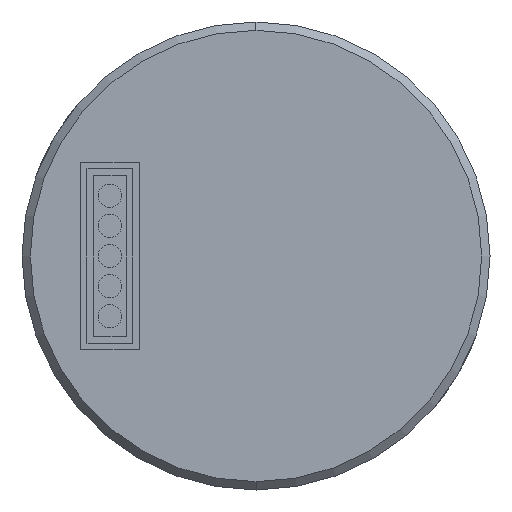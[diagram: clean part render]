
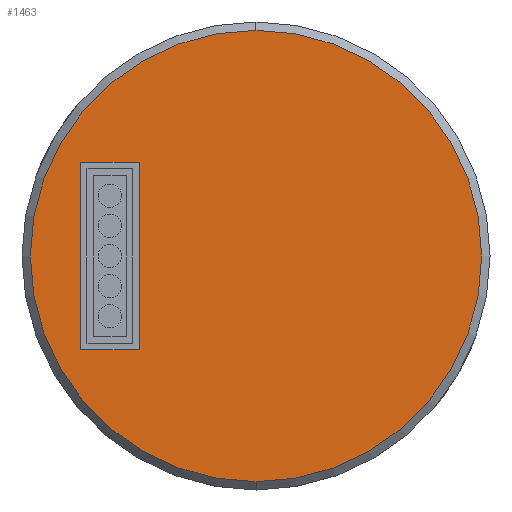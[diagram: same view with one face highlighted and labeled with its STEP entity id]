
A CAD part, left-side view. The second image highlights one B-rep face of the part: STEP entity #1463.
In plain terms, the highlighted planar face has unit normal (-1, 0, 0).
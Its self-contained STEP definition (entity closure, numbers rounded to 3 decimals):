
#22 = ORIENTED_EDGE ( 'NONE', *, *, #3557, .T. ) ;
#157 = ORIENTED_EDGE ( 'NONE', *, *, #2972, .T. ) ;
#165 = VERTEX_POINT ( 'NONE', #2408 ) ;
#260 = AXIS2_PLACEMENT_3D ( 'NONE', #1264, #2735, #445 ) ;
#315 = CIRCLE ( 'NONE', #3057, 3.375 ) ;
#341 = DIRECTION ( 'NONE',  ( 0., 1., 0. ) ) ;
#388 = AXIS2_PLACEMENT_3D ( 'NONE', #1352, #1388, #1054 ) ;
#445 = DIRECTION ( 'NONE',  ( 0., 0., 1. ) ) ;
#546 = CARTESIAN_POINT ( 'NONE',  ( -41.171, 0.014, -3.375 ) ) ;
#640 = EDGE_CURVE ( 'NONE', #1964, #3161, #315, .T. ) ;
#678 = VECTOR ( 'NONE', #2929, 1000. ) ;
#681 = DIRECTION ( 'NONE',  ( 0., 0., 1. ) ) ;
#721 = CARTESIAN_POINT ( 'NONE',  ( -41.171, 0.014, 1.402 ) ) ;
#741 = FACE_OUTER_BOUND ( 'NONE', #806, .T. ) ;
#806 = EDGE_LOOP ( 'NONE', ( #22, #2253 ) ) ;
#866 = VECTOR ( 'NONE', #3428, 1000. ) ;
#965 = CARTESIAN_POINT ( 'NONE',  ( -41.171, 0.014, 0. ) ) ;
#1045 = PLANE ( 'NONE',  #260 ) ;
#1054 = DIRECTION ( 'NONE',  ( 0., 0., 1. ) ) ;
#1119 = VERTEX_POINT ( 'NONE', #3387 ) ;
#1180 = LINE ( 'NONE', #1799, #678 ) ;
#1264 = CARTESIAN_POINT ( 'NONE',  ( -41.171, 0.014, 0. ) ) ;
#1271 = EDGE_CURVE ( 'NONE', #3309, #1119, #1180, .T. ) ;
#1352 = CARTESIAN_POINT ( 'NONE',  ( -41.171, 0.014, 0. ) ) ;
#1388 = DIRECTION ( 'NONE',  ( -1., 0., 0. ) ) ;
#1452 = CARTESIAN_POINT ( 'NONE',  ( -41.171, 2.636, -1.402 ) ) ;
#1463 = ADVANCED_FACE ( 'NONE', ( #741, #1604 ), #1045, .T. ) ;
#1526 = VECTOR ( 'NONE', #2165, 1000. ) ;
#1549 = DIRECTION ( 'NONE',  ( -1., 0., 0. ) ) ;
#1604 = FACE_BOUND ( 'NONE', #3667, .T. ) ;
#1684 = ORIENTED_EDGE ( 'NONE', *, *, #1271, .T. ) ;
#1719 = CARTESIAN_POINT ( 'NONE',  ( -41.171, 0.014, -1.402 ) ) ;
#1770 = LINE ( 'NONE', #2904, #866 ) ;
#1799 = CARTESIAN_POINT ( 'NONE',  ( -41.171, 2.636, 0. ) ) ;
#1947 = ORIENTED_EDGE ( 'NONE', *, *, #2515, .T. ) ;
#1964 = VERTEX_POINT ( 'NONE', #3031 ) ;
#2165 = DIRECTION ( 'NONE',  ( 0., -1., 0. ) ) ;
#2253 = ORIENTED_EDGE ( 'NONE', *, *, #640, .T. ) ;
#2345 = ORIENTED_EDGE ( 'NONE', *, *, #3720, .T. ) ;
#2408 = CARTESIAN_POINT ( 'NONE',  ( -41.171, 1.761, 1.402 ) ) ;
#2515 = EDGE_CURVE ( 'NONE', #165, #2845, #1770, .T. ) ;
#2571 = LINE ( 'NONE', #1719, #3013 ) ;
#2735 = DIRECTION ( 'NONE',  ( -1., 0., 0. ) ) ;
#2845 = VERTEX_POINT ( 'NONE', #2894 ) ;
#2894 = CARTESIAN_POINT ( 'NONE',  ( -41.171, 1.761, -1.402 ) ) ;
#2904 = CARTESIAN_POINT ( 'NONE',  ( -41.171, 1.761, 0. ) ) ;
#2929 = DIRECTION ( 'NONE',  ( 0., 0., 1. ) ) ;
#2972 = EDGE_CURVE ( 'NONE', #1119, #165, #3243, .T. ) ;
#3013 = VECTOR ( 'NONE', #341, 1000. ) ;
#3031 = CARTESIAN_POINT ( 'NONE',  ( -41.171, 0.014, 3.375 ) ) ;
#3057 = AXIS2_PLACEMENT_3D ( 'NONE', #965, #1549, #681 ) ;
#3161 = VERTEX_POINT ( 'NONE', #546 ) ;
#3243 = LINE ( 'NONE', #721, #1526 ) ;
#3309 = VERTEX_POINT ( 'NONE', #1452 ) ;
#3387 = CARTESIAN_POINT ( 'NONE',  ( -41.171, 2.636, 1.402 ) ) ;
#3428 = DIRECTION ( 'NONE',  ( 0., 0., -1. ) ) ;
#3555 = CIRCLE ( 'NONE', #388, 3.375 ) ;
#3557 = EDGE_CURVE ( 'NONE', #3161, #1964, #3555, .T. ) ;
#3667 = EDGE_LOOP ( 'NONE', ( #157, #1947, #2345, #1684 ) ) ;
#3720 = EDGE_CURVE ( 'NONE', #2845, #3309, #2571, .T. ) ;
